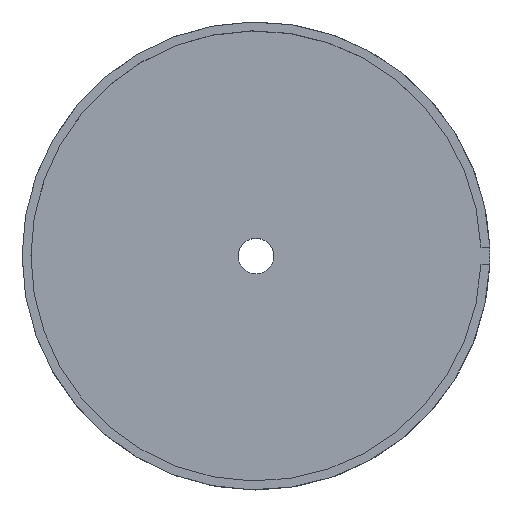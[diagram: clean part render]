
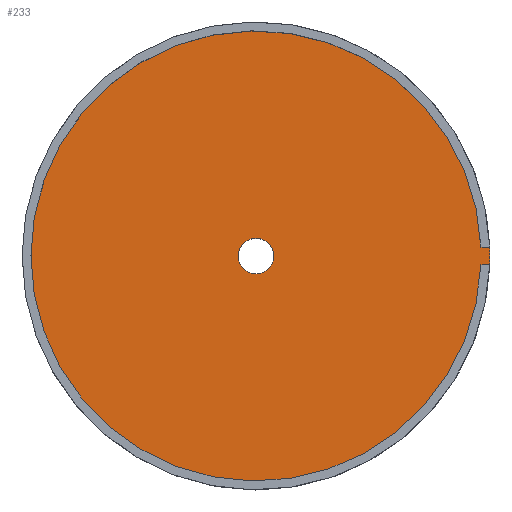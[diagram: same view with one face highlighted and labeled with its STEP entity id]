
A CAD part, top view. The second image highlights one B-rep face of the part: STEP entity #233.
In plain terms, the highlighted planar face has unit normal (0, 0, 1).
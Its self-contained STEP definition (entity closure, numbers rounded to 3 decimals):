
#5 = DIRECTION ( 'NONE',  ( 0., 0., 1. ) ) ;
#11 = AXIS2_PLACEMENT_3D ( 'NONE', #159, #228, #42 ) ;
#16 = DIRECTION ( 'NONE',  ( 0., 0., 1. ) ) ;
#31 = CARTESIAN_POINT ( 'NONE',  ( -1., 0., 7. ) ) ;
#35 = DIRECTION ( 'NONE',  ( 0., 0., 1. ) ) ;
#42 = DIRECTION ( 'NONE',  ( 1., 0., 0. ) ) ;
#59 = CARTESIAN_POINT ( 'NONE',  ( 0., 0., 7. ) ) ;
#65 = VERTEX_POINT ( 'NONE', #110 ) ;
#80 = CIRCLE ( 'NONE', #189, 1. ) ;
#92 = VERTEX_POINT ( 'NONE', #31 ) ;
#96 = DIRECTION ( 'NONE',  ( 1., 0., 0. ) ) ;
#101 = CARTESIAN_POINT ( 'NONE',  ( 13.2, -0.5, 7. ) ) ;
#104 = ORIENTED_EDGE ( 'NONE', *, *, #431, .F. ) ;
#110 = CARTESIAN_POINT ( 'NONE',  ( 12.69, -0.5, 7. ) ) ;
#112 = AXIS2_PLACEMENT_3D ( 'NONE', #323, #259, #409 ) ;
#115 = CARTESIAN_POINT ( 'NONE',  ( 0., 0., 7. ) ) ;
#116 = EDGE_CURVE ( 'NONE', #92, #212, #364, .T. ) ;
#121 = CARTESIAN_POINT ( 'NONE',  ( 0., 0., 7. ) ) ;
#124 = ORIENTED_EDGE ( 'NONE', *, *, #253, .T. ) ;
#135 = DIRECTION ( 'NONE',  ( -1., 0., 0. ) ) ;
#144 = VERTEX_POINT ( 'NONE', #363 ) ;
#159 = CARTESIAN_POINT ( 'NONE',  ( 0., 0., 7. ) ) ;
#163 = FACE_BOUND ( 'NONE', #339, .T. ) ;
#173 = ORIENTED_EDGE ( 'NONE', *, *, #247, .T. ) ;
#189 = AXIS2_PLACEMENT_3D ( 'NONE', #59, #16, #96 ) ;
#203 = ORIENTED_EDGE ( 'NONE', *, *, #281, .T. ) ;
#212 = VERTEX_POINT ( 'NONE', #225 ) ;
#225 = CARTESIAN_POINT ( 'NONE',  ( 1., 0., 7. ) ) ;
#228 = DIRECTION ( 'NONE',  ( 0., 0., 1. ) ) ;
#229 = CARTESIAN_POINT ( 'NONE',  ( 13.191, -0.5, 7. ) ) ;
#233 = ADVANCED_FACE ( 'NONE', ( #349, #163 ), #260, .F. ) ;
#242 = VERTEX_POINT ( 'NONE', #438 ) ;
#247 = EDGE_CURVE ( 'NONE', #303, #144, #251, .T. ) ;
#251 = CIRCLE ( 'NONE', #454, 13.2 ) ;
#253 = EDGE_CURVE ( 'NONE', #451, #65, #406, .T. ) ;
#259 = DIRECTION ( 'NONE',  ( 0., 0., -1. ) ) ;
#260 = PLANE ( 'NONE',  #112 ) ;
#265 = VECTOR ( 'NONE', #333, 1000. ) ;
#276 = ORIENTED_EDGE ( 'NONE', *, *, #116, .F. ) ;
#281 = EDGE_CURVE ( 'NONE', #144, #242, #418, .T. ) ;
#283 = DIRECTION ( 'NONE',  ( 0., 0., 1. ) ) ;
#285 = CARTESIAN_POINT ( 'NONE',  ( 0., 0., 7. ) ) ;
#295 = AXIS2_PLACEMENT_3D ( 'NONE', #285, #283, #358 ) ;
#301 = VECTOR ( 'NONE', #135, 1000. ) ;
#303 = VERTEX_POINT ( 'NONE', #229 ) ;
#315 = LINE ( 'NONE', #101, #301 ) ;
#323 = CARTESIAN_POINT ( 'NONE',  ( 0., 12.7, 7. ) ) ;
#327 = LINE ( 'NONE', #341, #265 ) ;
#333 = DIRECTION ( 'NONE',  ( -1., 0., 0. ) ) ;
#339 = EDGE_LOOP ( 'NONE', ( #392, #276 ) ) ;
#341 = CARTESIAN_POINT ( 'NONE',  ( 13.2, 0.5, 7. ) ) ;
#349 = FACE_OUTER_BOUND ( 'NONE', #369, .T. ) ;
#358 = DIRECTION ( 'NONE',  ( 1., 0., 0. ) ) ;
#361 = EDGE_CURVE ( 'NONE', #242, #451, #327, .T. ) ;
#363 = CARTESIAN_POINT ( 'NONE',  ( 13.2, 0., 7. ) ) ;
#364 = CIRCLE ( 'NONE', #295, 1. ) ;
#366 = DIRECTION ( 'NONE',  ( 1., 0., 0. ) ) ;
#368 = DIRECTION ( 'NONE',  ( 1., 0., 0. ) ) ;
#369 = EDGE_LOOP ( 'NONE', ( #124, #104, #173, #203, #382 ) ) ;
#382 = ORIENTED_EDGE ( 'NONE', *, *, #361, .T. ) ;
#388 = CARTESIAN_POINT ( 'NONE',  ( 12.69, 0.5, 7. ) ) ;
#392 = ORIENTED_EDGE ( 'NONE', *, *, #424, .F. ) ;
#406 = CIRCLE ( 'NONE', #412, 12.7 ) ;
#409 = DIRECTION ( 'NONE',  ( -1., 0., 0. ) ) ;
#412 = AXIS2_PLACEMENT_3D ( 'NONE', #121, #35, #366 ) ;
#418 = CIRCLE ( 'NONE', #11, 13.2 ) ;
#424 = EDGE_CURVE ( 'NONE', #212, #92, #80, .T. ) ;
#431 = EDGE_CURVE ( 'NONE', #303, #65, #315, .T. ) ;
#438 = CARTESIAN_POINT ( 'NONE',  ( 13.191, 0.5, 7. ) ) ;
#451 = VERTEX_POINT ( 'NONE', #388 ) ;
#454 = AXIS2_PLACEMENT_3D ( 'NONE', #115, #5, #368 ) ;
